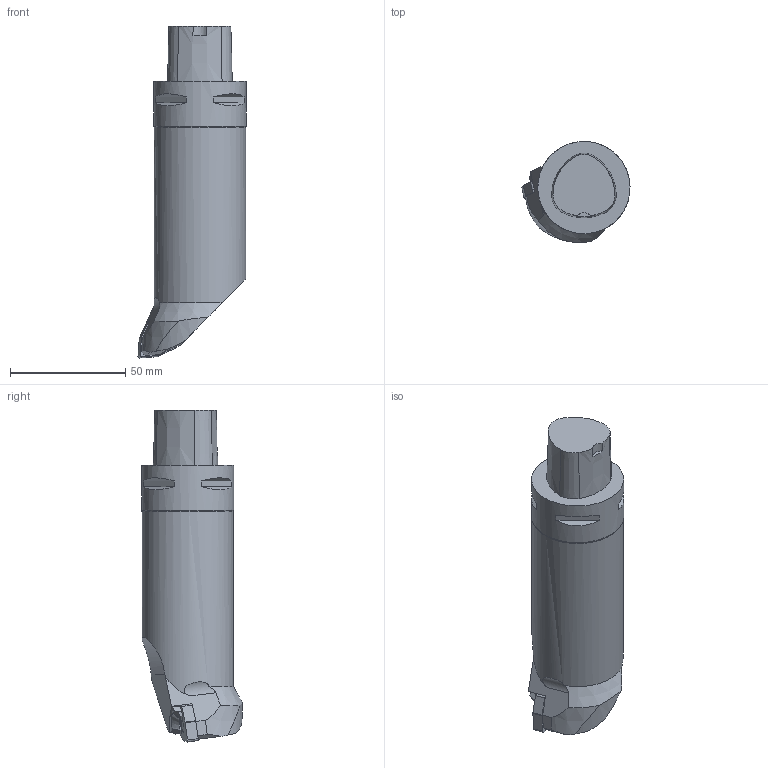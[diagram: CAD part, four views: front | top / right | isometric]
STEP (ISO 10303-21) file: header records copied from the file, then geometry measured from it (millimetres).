
FILE_DESCRIPTION(/* description */ (''),/* implementation_level */ '2;1');
FILE_NAME(/* name */ '1559889454998.stp',/* time_stamp */ '2019-06-07T12:07:46+06:00',/* author */ (''),/* organization */ ('SMS'),/* preprocessor_version */ 'ST-DEVELOPER v15',/* originating_system */ 'SIEMENS PLM Software NX 8.5',/* authorisation */ '');
FILE_SCHEMA (('AUTOMOTIVE_DESIGN { 1 0 10303 214 3 1 1 1 }'));
Length unit declared in the file: millimetre
Products named in the file (4): ASSEMBLY_CONSTRUCTION; IsoTurningInsert; 201758093mod000_00; 201758091mod000_00
Assembly tree (3 placements, depth 2):
  201758091mod000_00
    201758093mod000_00
    IsoTurningInsert
    ASSEMBLY_CONSTRUCTION
Bounding box: 46.87 x 43.69 x 144 mm (x, y, z)
Volume: 142366.7 mm3; surface area: 18917.2 mm2
Topology: 2 solids, 2 shells, 85 faces, 222 edges, 154 vertices
Faces by surface type: plane 55, cylinder 20, cone 9, torus 1
Full cylindrical faces by diameter (mm): 5.156 x2, 39.7 x1, 40 x1
Entity records: 2887 total; most frequent: CARTESIAN_POINT 620, DIRECTION 460, ORIENTED_EDGE 424, EDGE_CURVE 212, AXIS2_PLACEMENT_3D 166, VERTEX_POINT 143, LINE 128, VECTOR 128
